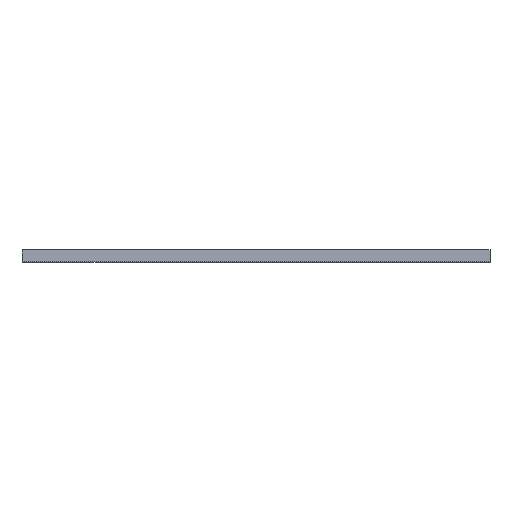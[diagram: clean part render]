
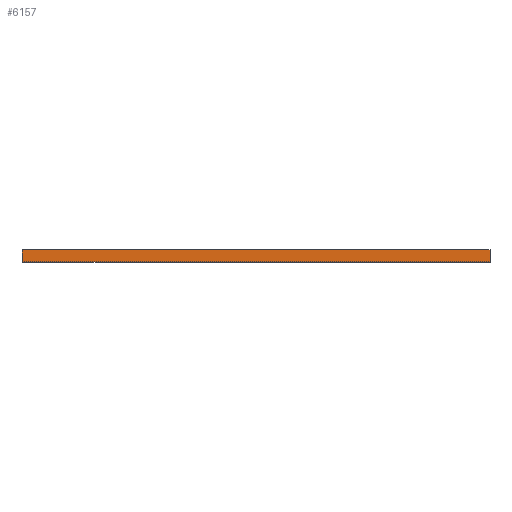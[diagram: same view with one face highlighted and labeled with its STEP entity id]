
A CAD part, top view. The second image highlights one B-rep face of the part: STEP entity #6157.
In plain terms, the highlighted planar face has unit normal (0, 0, 1).
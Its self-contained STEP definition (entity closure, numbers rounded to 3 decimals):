
#1744=DIRECTION('',(1.,0.,0.));
#1745=VECTOR('',#1744,158.);
#1746=CARTESIAN_POINT('',(-79.,0.,42.5));
#1747=LINE('',#1746,#1745);
#2147=DIRECTION('',(1.,0.,0.));
#2148=VECTOR('',#2147,158.);
#2149=CARTESIAN_POINT('',(-79.,4.,42.5));
#2150=LINE('',#2149,#2148);
#2235=DIRECTION('',(0.,1.,0.));
#2236=VECTOR('',#2235,4.);
#2237=CARTESIAN_POINT('',(79.,0.,42.5));
#2238=LINE('',#2237,#2236);
#2239=DIRECTION('',(0.,1.,0.));
#2240=VECTOR('',#2239,4.);
#2241=CARTESIAN_POINT('',(-79.,0.,42.5));
#2242=LINE('',#2241,#2240);
#3425=CARTESIAN_POINT('',(-79.,0.,42.5));
#3427=VERTEX_POINT('',#3425);
#3428=CARTESIAN_POINT('',(79.,0.,42.5));
#3429=VERTEX_POINT('',#3428);
#3819=CARTESIAN_POINT('',(-79.,4.,42.5));
#3821=VERTEX_POINT('',#3819);
#3822=CARTESIAN_POINT('',(79.,4.,42.5));
#3823=VERTEX_POINT('',#3822);
#6145=CARTESIAN_POINT('',(-79.,0.,42.5));
#6146=DIRECTION('',(0.,0.,1.));
#6147=DIRECTION('',(1.,0.,0.));
#6148=AXIS2_PLACEMENT_3D('',#6145,#6146,#6147);
#6149=PLANE('',#6148);
#6151=ORIENTED_EDGE('',*,*,#6150,.T.);
#6152=ORIENTED_EDGE('',*,*,#5975,.T.);
#6153=ORIENTED_EDGE('',*,*,#6137,.F.);
#6154=ORIENTED_EDGE('',*,*,#5019,.F.);
#6155=EDGE_LOOP('',(#6151,#6152,#6153,#6154));
#6156=FACE_OUTER_BOUND('',#6155,.F.);
#6157=ADVANCED_FACE('',(#6156),#6149,.T.);
#5019=EDGE_CURVE('',#3427,#3429,#1747,.T.);
#5975=EDGE_CURVE('',#3821,#3823,#2150,.T.);
#6137=EDGE_CURVE('',#3429,#3823,#2238,.T.);
#6150=EDGE_CURVE('',#3427,#3821,#2242,.T.);
